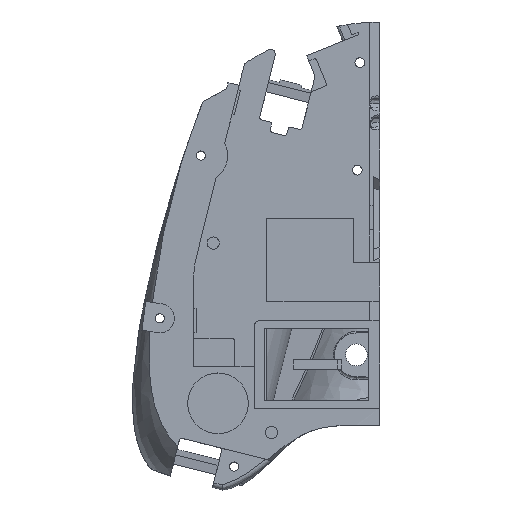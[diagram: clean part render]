
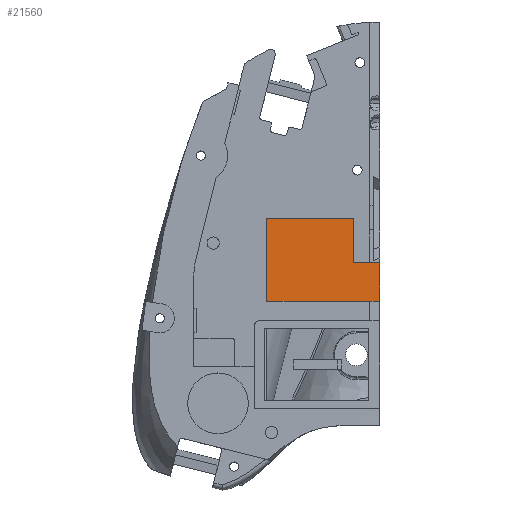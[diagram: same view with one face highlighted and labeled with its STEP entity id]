
A CAD part, top view. The second image highlights one B-rep face of the part: STEP entity #21560.
In plain terms, the highlighted planar face has unit normal (0, 0, 1).
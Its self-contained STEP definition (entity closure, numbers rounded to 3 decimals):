
#330 = EDGE_CURVE ( 'NONE', #3754, #17874, #21920, .T. ) ;
#348 = DIRECTION ( 'NONE',  ( 1., 0., 0. ) ) ;
#1127 = EDGE_CURVE ( 'NONE', #6396, #23791, #9815, .T. ) ;
#1202 = ORIENTED_EDGE ( 'NONE', *, *, #330, .T. ) ;
#2411 = LINE ( 'NONE', #8899, #7427 ) ;
#2466 = VERTEX_POINT ( 'NONE', #20090 ) ;
#3324 = LINE ( 'NONE', #7876, #3660 ) ;
#3461 = AXIS2_PLACEMENT_3D ( 'NONE', #23687, #19539, #8799 ) ;
#3660 = VECTOR ( 'NONE', #24853, 1000. ) ;
#3754 = VERTEX_POINT ( 'NONE', #12871 ) ;
#4632 = CARTESIAN_POINT ( 'NONE',  ( -58.619, 28., 11.1 ) ) ;
#4688 = CARTESIAN_POINT ( 'NONE',  ( -83.943, 28., 11.1 ) ) ;
#5046 = ORIENTED_EDGE ( 'NONE', *, *, #7221, .T. ) ;
#5681 = VECTOR ( 'NONE', #9446, 1000. ) ;
#6396 = VERTEX_POINT ( 'NONE', #24677 ) ;
#6990 = FACE_OUTER_BOUND ( 'NONE', #16952, .T. ) ;
#7221 = EDGE_CURVE ( 'NONE', #23791, #3754, #23531, .T. ) ;
#7359 = LINE ( 'NONE', #24345, #5681 ) ;
#7427 = VECTOR ( 'NONE', #17432, 1000. ) ;
#7876 = CARTESIAN_POINT ( 'NONE',  ( -58.619, 36., 11.1 ) ) ;
#8231 = VECTOR ( 'NONE', #18203, 1000. ) ;
#8799 = DIRECTION ( 'NONE',  ( -1., 0., 0. ) ) ;
#8899 = CARTESIAN_POINT ( 'NONE',  ( -83.943, 45.115, 11.1 ) ) ;
#9446 = DIRECTION ( 'NONE',  ( 0., 1., 0. ) ) ;
#9815 = LINE ( 'NONE', #24964, #8231 ) ;
#10313 = EDGE_CURVE ( 'NONE', #18191, #2466, #7359, .T. ) ;
#12871 = CARTESIAN_POINT ( 'NONE',  ( -60.75, 28., 11.1 ) ) ;
#14084 = DIRECTION ( 'NONE',  ( 0., 1., 0. ) ) ;
#15142 = PLANE ( 'NONE',  #3461 ) ;
#16952 = EDGE_LOOP ( 'NONE', ( #1202, #22667, #22610, #24204, #22058, #5046 ) ) ;
#17432 = DIRECTION ( 'NONE',  ( -1., 0., 0. ) ) ;
#17780 = CARTESIAN_POINT ( 'NONE',  ( -60.75, 0., 11.1 ) ) ;
#17874 = VERTEX_POINT ( 'NONE', #18147 ) ;
#18147 = CARTESIAN_POINT ( 'NONE',  ( -60.75, 36., 11.1 ) ) ;
#18191 = VERTEX_POINT ( 'NONE', #21960 ) ;
#18203 = DIRECTION ( 'NONE',  ( 0., -1., 0. ) ) ;
#19539 = DIRECTION ( 'NONE',  ( 0., 0., -1. ) ) ;
#20090 = CARTESIAN_POINT ( 'NONE',  ( -66.016, 45.115, 11.1 ) ) ;
#20730 = VECTOR ( 'NONE', #348, 1000. ) ;
#21560 = ADVANCED_FACE ( 'NONE', ( #6990 ), #15142, .F. ) ;
#21920 = LINE ( 'NONE', #17780, #25379 ) ;
#21960 = CARTESIAN_POINT ( 'NONE',  ( -66.016, 36., 11.1 ) ) ;
#22058 = ORIENTED_EDGE ( 'NONE', *, *, #1127, .T. ) ;
#22132 = EDGE_CURVE ( 'NONE', #2466, #6396, #2411, .T. ) ;
#22610 = ORIENTED_EDGE ( 'NONE', *, *, #10313, .T. ) ;
#22667 = ORIENTED_EDGE ( 'NONE', *, *, #26456, .T. ) ;
#23531 = LINE ( 'NONE', #4632, #20730 ) ;
#23687 = CARTESIAN_POINT ( 'NONE',  ( 0., 0., 11.1 ) ) ;
#23791 = VERTEX_POINT ( 'NONE', #4688 ) ;
#24204 = ORIENTED_EDGE ( 'NONE', *, *, #22132, .T. ) ;
#24345 = CARTESIAN_POINT ( 'NONE',  ( -66.016, 36., 11.1 ) ) ;
#24677 = CARTESIAN_POINT ( 'NONE',  ( -83.943, 45.115, 11.1 ) ) ;
#24853 = DIRECTION ( 'NONE',  ( -1., 0., 0. ) ) ;
#24964 = CARTESIAN_POINT ( 'NONE',  ( -83.943, 28., 11.1 ) ) ;
#25379 = VECTOR ( 'NONE', #14084, 1000. ) ;
#26456 = EDGE_CURVE ( 'NONE', #17874, #18191, #3324, .T. ) ;
